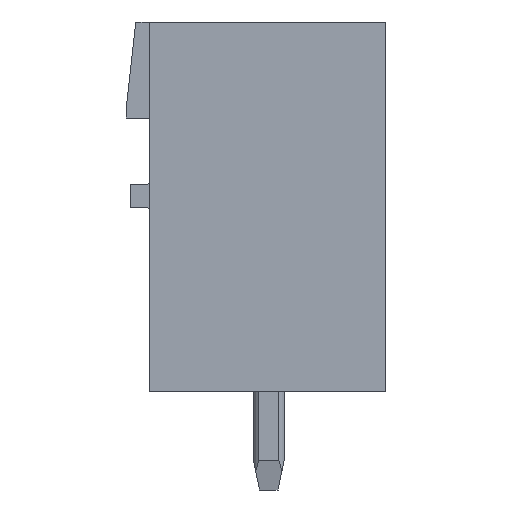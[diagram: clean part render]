
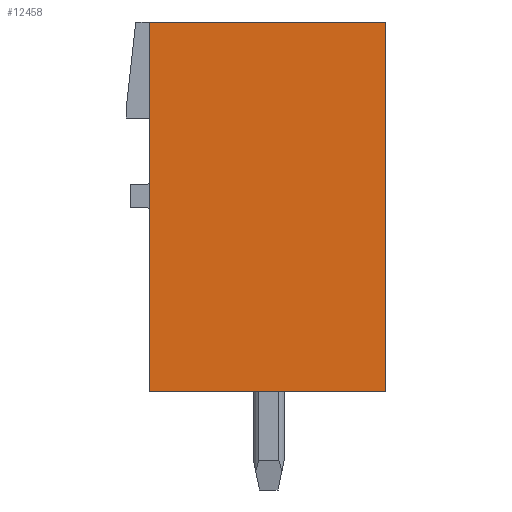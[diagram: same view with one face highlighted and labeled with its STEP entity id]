
A CAD part, left-side view. The second image highlights one B-rep face of the part: STEP entity #12458.
In plain terms, the highlighted planar face has unit normal (-1, 0, 0).
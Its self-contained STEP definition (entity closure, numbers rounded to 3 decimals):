
#12450=AXIS2_PLACEMENT_3D('Plane Axis2P3D',#12447,#12448,#12449) ;
#49=CARTESIAN_POINT('Vertex',(0.,0.,15.2)) ;
#52=CARTESIAN_POINT('Line Origine',(0.,0.,9.2)) ;
#56=CARTESIAN_POINT('Vertex',(0.,0.,3.2)) ;
#115=CARTESIAN_POINT('Vertex',(0.,7.68,15.2)) ;
#118=CARTESIAN_POINT('Line Origine',(0.,3.84,15.2)) ;
#2714=CARTESIAN_POINT('Vertex',(0.,7.68,3.2)) ;
#2717=CARTESIAN_POINT('Line Origine',(0.,7.68,9.2)) ;
#3023=CARTESIAN_POINT('Line Origine',(0.,3.84,3.2)) ;
#12447=CARTESIAN_POINT('Axis2P3D Location',(0.,0.,0.)) ;
#53=DIRECTION('Vector Direction',(0.,0.,-1.)) ;
#119=DIRECTION('Vector Direction',(0.,-1.,0.)) ;
#2718=DIRECTION('Vector Direction',(0.,0.,-1.)) ;
#3024=DIRECTION('Vector Direction',(0.,1.,0.)) ;
#12448=DIRECTION('Axis2P3D Direction',(-1.,0.,0.)) ;
#12449=DIRECTION('Axis2P3D XDirection',(0.,0.,1.)) ;
#54=VECTOR('Line Direction',#53,1.) ;
#120=VECTOR('Line Direction',#119,1.) ;
#2719=VECTOR('Line Direction',#2718,1.) ;
#3025=VECTOR('Line Direction',#3024,1.) ;
#12453=ORIENTED_EDGE('',*,*,#122,.T.) ;
#12454=ORIENTED_EDGE('',*,*,#2721,.T.) ;
#12455=ORIENTED_EDGE('',*,*,#3027,.T.) ;
#12456=ORIENTED_EDGE('',*,*,#58,.T.) ;
#12458=ADVANCED_FACE('HOUSING',(#12457),#12451,.T.) ;
#58=EDGE_CURVE('',#57,#50,#55,.F.) ;
#122=EDGE_CURVE('',#50,#116,#121,.F.) ;
#2721=EDGE_CURVE('',#116,#2715,#2720,.T.) ;
#3027=EDGE_CURVE('',#2715,#57,#3026,.F.) ;
#12452=EDGE_LOOP('',(#12453,#12454,#12455,#12456)) ;
#12457=FACE_OUTER_BOUND('',#12452,.T.) ;
#55=LINE('Line',#52,#54) ;
#121=LINE('Line',#118,#120) ;
#2720=LINE('Line',#2717,#2719) ;
#3026=LINE('Line',#3023,#3025) ;
#12451=PLANE('',#12450) ;
#50=VERTEX_POINT('',#49) ;
#57=VERTEX_POINT('',#56) ;
#116=VERTEX_POINT('',#115) ;
#2715=VERTEX_POINT('',#2714) ;
